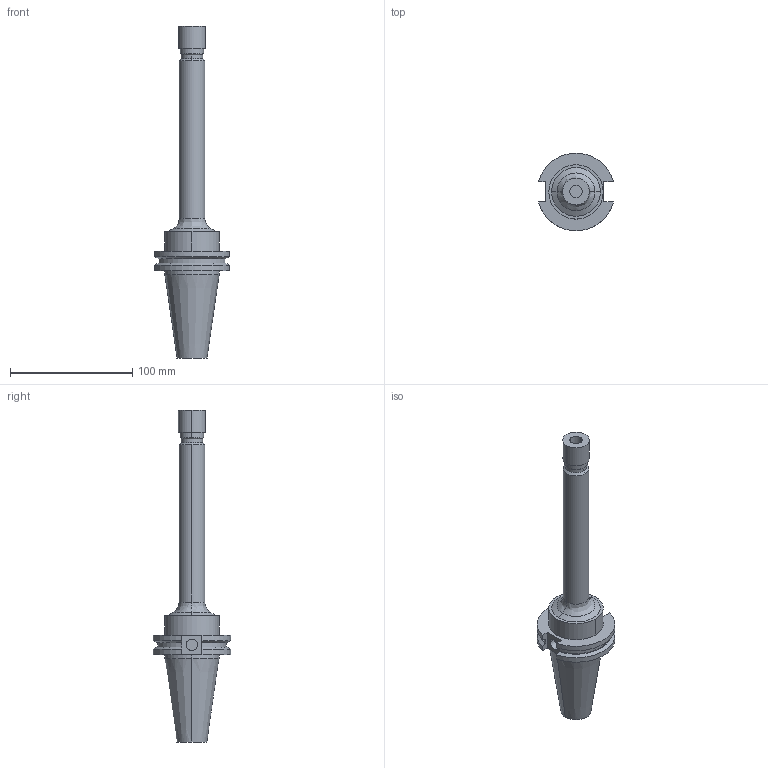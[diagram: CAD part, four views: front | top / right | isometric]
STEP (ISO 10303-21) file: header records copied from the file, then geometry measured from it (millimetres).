
FILE_DESCRIPTION (( 'STEP AP203' ), '1' );
FILE_NAME ('STP-22359-8.STEP', '2017-01-23T01:37:26', ( '' ), ( '' ), 'SwSTEP 2.0', 'SolidWorks 2015', '' );
FILE_SCHEMA (( 'CONFIG_CONTROL_DESIGN' ));
Length unit declared in the file: millimetre
Products named in the file (1): STP-22359-8
Bounding box: 61.35 x 63.38 x 271.45 mm (x, y, z)
Volume: 189245.1 mm3; surface area: 32973.7 mm2
Topology: 1 solids, 1 shells, 65 faces, 153 edges, 97 vertices
Faces by surface type: cylinder 28, plane 20, cone 15, bspline 2
Entity records: 1976 total; most frequent: CARTESIAN_POINT 374, DIRECTION 341, ORIENTED_EDGE 302, EDGE_CURVE 151, AXIS2_PLACEMENT_3D 136, VERTEX_POINT 97, EDGE_LOOP 74, CIRCLE 72
